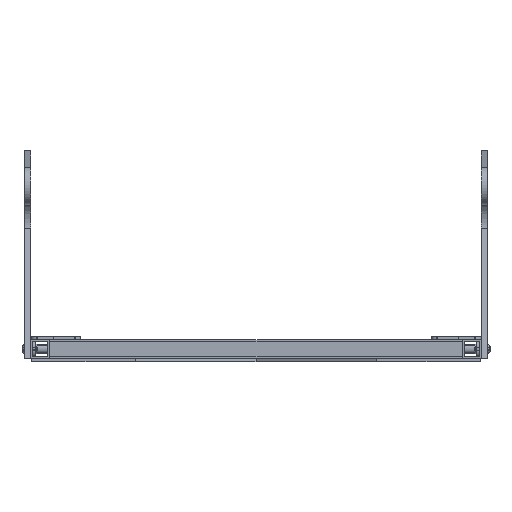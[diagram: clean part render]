
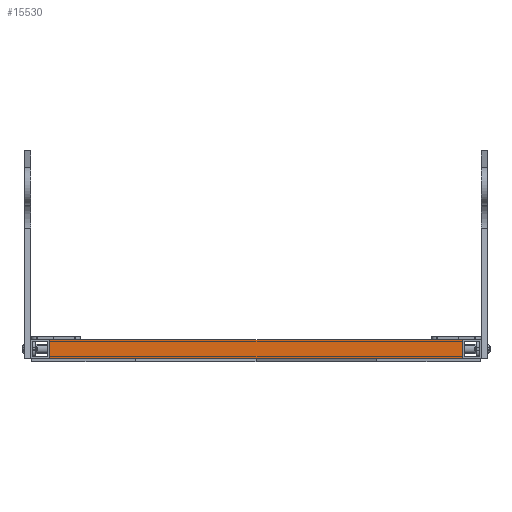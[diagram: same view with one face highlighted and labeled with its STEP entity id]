
A CAD part, front view. The second image highlights one B-rep face of the part: STEP entity #15530.
In plain terms, the highlighted planar face has unit normal (0, -1, 0).
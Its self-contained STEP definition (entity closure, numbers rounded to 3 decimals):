
#15491=CARTESIAN_POINT('Axis2P3D Location',(0.,0.,19.05)) ;
#15496=CARTESIAN_POINT('Line Origine',(209.55,0.,19.05)) ;
#15500=CARTESIAN_POINT('Vertex',(0.,0.,19.05)) ;
#15502=CARTESIAN_POINT('Vertex',(419.1,0.,19.05)) ;
#15505=CARTESIAN_POINT('Line Origine',(0.,0.,9.525)) ;
#15509=CARTESIAN_POINT('Vertex',(0.,0.,0.)) ;
#15512=CARTESIAN_POINT('Line Origine',(209.55,0.,0.)) ;
#15516=CARTESIAN_POINT('Vertex',(419.1,0.,0.)) ;
#15519=CARTESIAN_POINT('Line Origine',(419.1,0.,9.525)) ;
#15492=DIRECTION('Axis2P3D Direction',(0.,-1.,0.)) ;
#15493=DIRECTION('Axis2P3D XDirection',(0.,0.,-1.)) ;
#15497=DIRECTION('Vector Direction',(1.,0.,0.)) ;
#15506=DIRECTION('Vector Direction',(0.,0.,-1.)) ;
#15513=DIRECTION('Vector Direction',(1.,0.,0.)) ;
#15520=DIRECTION('Vector Direction',(0.,0.,-1.)) ;
#15494=AXIS2_PLACEMENT_3D('Plane Axis2P3D',#15491,#15492,#15493) ;
#15525=ORIENTED_EDGE('',*,*,#15504,.F.) ;
#15526=ORIENTED_EDGE('',*,*,#15511,.T.) ;
#15527=ORIENTED_EDGE('',*,*,#15518,.T.) ;
#15528=ORIENTED_EDGE('',*,*,#15523,.F.) ;
#15498=VECTOR('Line Direction',#15497,1.) ;
#15507=VECTOR('Line Direction',#15506,1.) ;
#15514=VECTOR('Line Direction',#15513,1.) ;
#15521=VECTOR('Line Direction',#15520,1.) ;
#15530=ADVANCED_FACE('PartBody',(#15529),#15495,.T.) ;
#15504=EDGE_CURVE('',#15501,#15503,#15499,.T.) ;
#15511=EDGE_CURVE('',#15501,#15510,#15508,.T.) ;
#15518=EDGE_CURVE('',#15510,#15517,#15515,.T.) ;
#15523=EDGE_CURVE('',#15503,#15517,#15522,.T.) ;
#15524=EDGE_LOOP('',(#15525,#15526,#15527,#15528)) ;
#15529=FACE_OUTER_BOUND('',#15524,.T.) ;
#15499=LINE('Line',#15496,#15498) ;
#15508=LINE('Line',#15505,#15507) ;
#15515=LINE('Line',#15512,#15514) ;
#15522=LINE('Line',#15519,#15521) ;
#15495=PLANE('',#15494) ;
#15501=VERTEX_POINT('',#15500) ;
#15503=VERTEX_POINT('',#15502) ;
#15510=VERTEX_POINT('',#15509) ;
#15517=VERTEX_POINT('',#15516) ;
